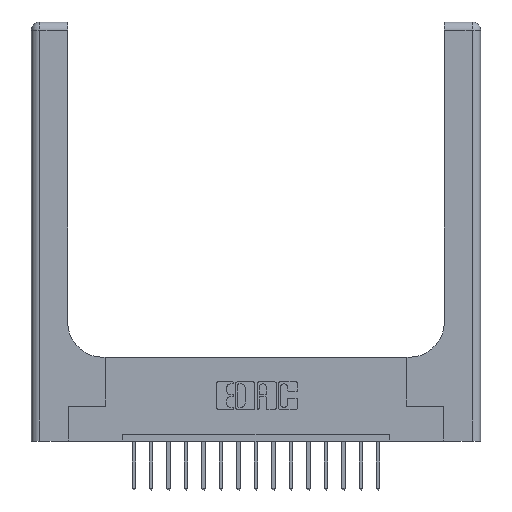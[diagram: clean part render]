
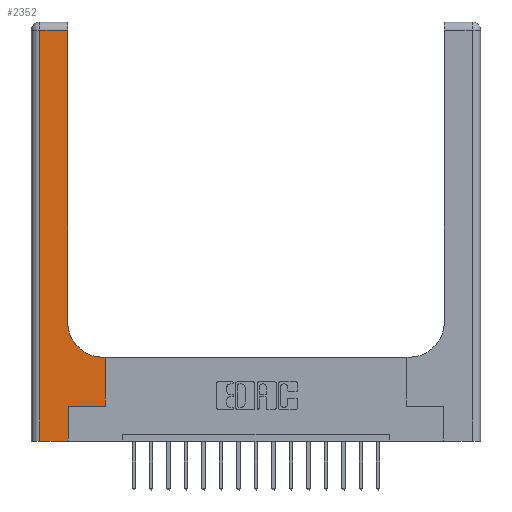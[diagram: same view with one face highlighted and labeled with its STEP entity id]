
A CAD part, top view. The second image highlights one B-rep face of the part: STEP entity #2352.
In plain terms, the highlighted planar face has unit normal (0, 0, 1).
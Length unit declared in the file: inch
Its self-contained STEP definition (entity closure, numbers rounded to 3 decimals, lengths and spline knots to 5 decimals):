
#59 = VERTEX_POINT ( 'NONE', #5316 ) ;
#380 = EDGE_CURVE ( 'NONE', #5352, #59, #12260, .T. ) ;
#386 = DIRECTION ( 'NONE',  ( 0., 0., -1. ) ) ;
#934 = CARTESIAN_POINT ( 'NONE',  ( 0.528, 0.25, 0.37 ) ) ;
#979 = LINE ( 'NONE', #5371, #15417 ) ;
#1074 = ORIENTED_EDGE ( 'NONE', *, *, #10279, .T. ) ;
#1771 = CARTESIAN_POINT ( 'NONE',  ( 0.06, 2.94, 0.37 ) ) ;
#2039 = CARTESIAN_POINT ( 'NONE',  ( 0.528, 0.6, 0.37 ) ) ;
#2172 = VERTEX_POINT ( 'NONE', #13603 ) ;
#2352 = ADVANCED_FACE ( 'NONE', ( #6271 ), #3077, .F. ) ;
#3077 = PLANE ( 'NONE',  #5389 ) ;
#3352 = CARTESIAN_POINT ( 'NONE',  ( 0.26, 0.85, 0.37 ) ) ;
#3544 = EDGE_CURVE ( 'NONE', #10252, #4304, #9618, .T. ) ;
#4240 = VERTEX_POINT ( 'NONE', #1771 ) ;
#4304 = VERTEX_POINT ( 'NONE', #11244 ) ;
#4343 = CARTESIAN_POINT ( 'NONE',  ( 0.51, 0.85, 0.37 ) ) ;
#4942 = ORIENTED_EDGE ( 'NONE', *, *, #380, .T. ) ;
#5152 = VECTOR ( 'NONE', #11302, 39.37008 ) ;
#5187 = ORIENTED_EDGE ( 'NONE', *, *, #18064, .T. ) ;
#5316 = CARTESIAN_POINT ( 'NONE',  ( 0.51, 0.6, 0.37 ) ) ;
#5352 = VERTEX_POINT ( 'NONE', #2039 ) ;
#5371 = CARTESIAN_POINT ( 'NONE',  ( 0.26, 3., 0.37 ) ) ;
#5389 = AXIS2_PLACEMENT_3D ( 'NONE', #15688, #386, #7277 ) ;
#5747 = DIRECTION ( 'NONE',  ( 1., 0., 0. ) ) ;
#5748 = DIRECTION ( 'NONE',  ( 1., 0., 0. ) ) ;
#5931 = ORIENTED_EDGE ( 'NONE', *, *, #18148, .T. ) ;
#6084 = DIRECTION ( 'NONE',  ( -1., 0., 0. ) ) ;
#6271 = FACE_OUTER_BOUND ( 'NONE', #17948, .T. ) ;
#6548 = LINE ( 'NONE', #17910, #9846 ) ;
#7277 = DIRECTION ( 'NONE',  ( -1., 0., 0. ) ) ;
#7575 = LINE ( 'NONE', #15271, #5152 ) ;
#7711 = LINE ( 'NONE', #15695, #11414 ) ;
#7839 = CARTESIAN_POINT ( 'NONE',  ( 0.265, 0.25, 0.37 ) ) ;
#7958 = LINE ( 'NONE', #13078, #14783 ) ;
#8203 = DIRECTION ( 'NONE',  ( 0., 1., 0. ) ) ;
#8541 = VECTOR ( 'NONE', #14865, 39.37008 ) ;
#8799 = ORIENTED_EDGE ( 'NONE', *, *, #3544, .T. ) ;
#9415 = DIRECTION ( 'NONE',  ( 0., 1., 0. ) ) ;
#9618 = LINE ( 'NONE', #12668, #17529 ) ;
#9735 = DIRECTION ( 'NONE',  ( 0., 0., -1. ) ) ;
#9846 = VECTOR ( 'NONE', #18031, 39.37008 ) ;
#10067 = CARTESIAN_POINT ( 'NONE',  ( 0.265, 0., 0.37 ) ) ;
#10252 = VERTEX_POINT ( 'NONE', #7839 ) ;
#10279 = EDGE_CURVE ( 'NONE', #13912, #10252, #6548, .T. ) ;
#10397 = EDGE_CURVE ( 'NONE', #59, #15087, #13133, .T. ) ;
#11244 = CARTESIAN_POINT ( 'NONE',  ( 0.528, 0.25, 0.37 ) ) ;
#11302 = DIRECTION ( 'NONE',  ( 0., -1., 0. ) ) ;
#11414 = VECTOR ( 'NONE', #5747, 39.37008 ) ;
#12260 = LINE ( 'NONE', #13317, #8541 ) ;
#12418 = ORIENTED_EDGE ( 'NONE', *, *, #12552, .T. ) ;
#12552 = EDGE_CURVE ( 'NONE', #4304, #5352, #16608, .T. ) ;
#12668 = CARTESIAN_POINT ( 'NONE',  ( 0.265, 0.25, 0.37 ) ) ;
#12851 = DIRECTION ( 'NONE',  ( 1., 0., 0. ) ) ;
#12935 = EDGE_CURVE ( 'NONE', #4240, #2172, #7575, .T. ) ;
#13078 = CARTESIAN_POINT ( 'NONE',  ( 0., 2.94, 0.37 ) ) ;
#13133 = CIRCLE ( 'NONE', #17403, 0.25 ) ;
#13231 = VERTEX_POINT ( 'NONE', #17209 ) ;
#13317 = CARTESIAN_POINT ( 'NONE',  ( 0.26, 0.6, 0.37 ) ) ;
#13603 = CARTESIAN_POINT ( 'NONE',  ( 0.06, 0., 0.37 ) ) ;
#13763 = ORIENTED_EDGE ( 'NONE', *, *, #10397, .T. ) ;
#13912 = VERTEX_POINT ( 'NONE', #10067 ) ;
#14415 = EDGE_CURVE ( 'NONE', #13231, #4240, #7958, .T. ) ;
#14783 = VECTOR ( 'NONE', #6084, 39.37008 ) ;
#14865 = DIRECTION ( 'NONE',  ( -1., 0., 0. ) ) ;
#15087 = VERTEX_POINT ( 'NONE', #3352 ) ;
#15271 = CARTESIAN_POINT ( 'NONE',  ( 0.06, 3., 0.37 ) ) ;
#15417 = VECTOR ( 'NONE', #8203, 39.37008 ) ;
#15688 = CARTESIAN_POINT ( 'NONE',  ( 0., 3., 0.37 ) ) ;
#15695 = CARTESIAN_POINT ( 'NONE',  ( 0., 0., 0.37 ) ) ;
#16608 = LINE ( 'NONE', #934, #17912 ) ;
#17024 = ORIENTED_EDGE ( 'NONE', *, *, #14415, .T. ) ;
#17209 = CARTESIAN_POINT ( 'NONE',  ( 0.26, 2.94, 0.37 ) ) ;
#17403 = AXIS2_PLACEMENT_3D ( 'NONE', #4343, #9735, #5748 ) ;
#17529 = VECTOR ( 'NONE', #12851, 39.37008 ) ;
#17910 = CARTESIAN_POINT ( 'NONE',  ( 0.265, 0., 0.37 ) ) ;
#17912 = VECTOR ( 'NONE', #9415, 39.37008 ) ;
#17948 = EDGE_LOOP ( 'NONE', ( #5187, #17024, #18157, #5931, #1074, #8799, #12418, #4942, #13763 ) ) ;
#18031 = DIRECTION ( 'NONE',  ( 0., 1., 0. ) ) ;
#18064 = EDGE_CURVE ( 'NONE', #15087, #13231, #979, .T. ) ;
#18148 = EDGE_CURVE ( 'NONE', #2172, #13912, #7711, .T. ) ;
#18157 = ORIENTED_EDGE ( 'NONE', *, *, #12935, .T. ) ;
